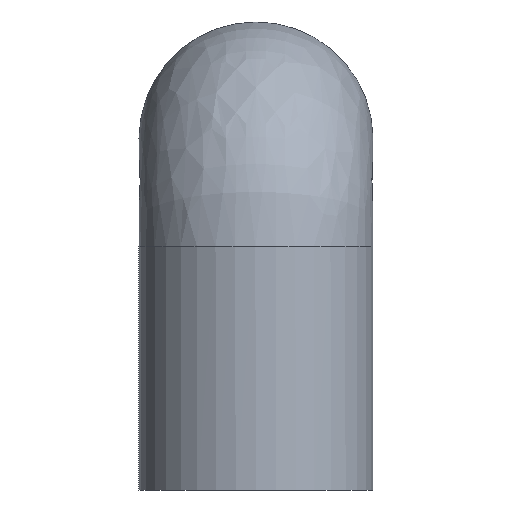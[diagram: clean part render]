
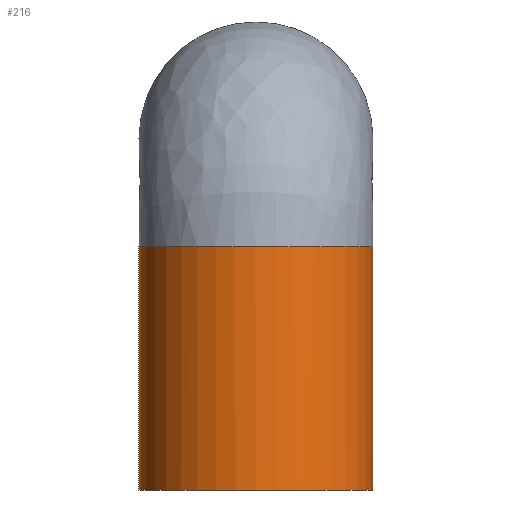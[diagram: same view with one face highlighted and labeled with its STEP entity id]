
A CAD part, front view. The second image highlights one B-rep face of the part: STEP entity #216.
In plain terms, the highlighted cylindrical face has radius 6.5 mm (diameter 13 mm), a full revolution.
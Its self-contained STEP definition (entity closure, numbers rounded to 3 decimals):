
#16=B_SPLINE_CURVE_WITH_KNOTS('',3,(#366,#367,#368,#369,#370,#371,#372,
#373,#374,#375,#376,#377,#378,#379,#380,#381,#382,#383,#384,#385,#386,#387),
 .UNSPECIFIED.,.F.,.F.,(4,2,2,2,2,2,2,2,2,2,4),(0.584,0.657,
0.73,0.84,0.949,1.168,1.387,
1.496,1.606,1.679,1.752),
 .UNSPECIFIED.);
#17=B_SPLINE_CURVE_WITH_KNOTS('',3,(#390,#391,#392,#393,#394,#395,#396,
#397),.UNSPECIFIED.,.F.,.F.,(4,2,2,4),(0.357,0.438,
0.511,0.584),.UNSPECIFIED.);
#21=B_SPLINE_CURVE_WITH_KNOTS('',3,(#464,#465,#466,#467,#468,#469,#470,
#471),.UNSPECIFIED.,.F.,.F.,(4,2,2,4),(1.752,1.825,1.898,
1.979),.UNSPECIFIED.);
#29=LINE('',#480,#36);
#36=VECTOR('',#322,6.5);
#42=CYLINDRICAL_SURFACE('',#257,6.5);
#57=FACE_OUTER_BOUND('',#73,.T.);
#73=EDGE_LOOP('',(#188,#189,#190,#191,#192,#193,#194,#195));
#77=CIRCLE('',#236,6.5);
#90=CIRCLE('',#258,6.5);
#91=CIRCLE('',#259,6.5);
#94=VERTEX_POINT('',#332);
#104=VERTEX_POINT('',#363);
#105=VERTEX_POINT('',#365);
#106=VERTEX_POINT('',#389);
#109=VERTEX_POINT('',#449);
#111=VERTEX_POINT('',#478);
#114=EDGE_CURVE('',#94,#94,#77,.T.);
#129=EDGE_CURVE('',#105,#104,#16,.T.);
#131=EDGE_CURVE('',#106,#105,#17,.T.);
#135=EDGE_CURVE('',#104,#109,#21,.T.);
#139=EDGE_CURVE('',#111,#109,#90,.T.);
#140=EDGE_CURVE('',#111,#94,#29,.T.);
#141=EDGE_CURVE('',#106,#111,#91,.T.);
#188=ORIENTED_EDGE('',*,*,#131,.T.);
#189=ORIENTED_EDGE('',*,*,#129,.T.);
#190=ORIENTED_EDGE('',*,*,#135,.T.);
#191=ORIENTED_EDGE('',*,*,#139,.F.);
#192=ORIENTED_EDGE('',*,*,#140,.T.);
#193=ORIENTED_EDGE('',*,*,#114,.T.);
#194=ORIENTED_EDGE('',*,*,#140,.F.);
#195=ORIENTED_EDGE('',*,*,#141,.F.);
#216=ADVANCED_FACE('',(#57),#42,.T.);
#236=AXIS2_PLACEMENT_3D('',#333,#270,#271);
#257=AXIS2_PLACEMENT_3D('',#477,#318,#319);
#258=AXIS2_PLACEMENT_3D('',#479,#320,#321);
#259=AXIS2_PLACEMENT_3D('',#481,#323,#324);
#270=DIRECTION('center_axis',(0.,0.,1.));
#271=DIRECTION('ref_axis',(1.,0.,0.));
#318=DIRECTION('center_axis',(0.,0.,1.));
#319=DIRECTION('ref_axis',(1.,0.,0.));
#320=DIRECTION('center_axis',(0.,0.,1.));
#321=DIRECTION('ref_axis',(1.,0.,0.));
#322=DIRECTION('',(0.,0.,-1.));
#323=DIRECTION('center_axis',(0.,0.,1.));
#324=DIRECTION('ref_axis',(1.,0.,0.));
#332=CARTESIAN_POINT('',(-6.5,0.,6.5));
#333=CARTESIAN_POINT('Origin',(0.,0.,6.5));
#363=CARTESIAN_POINT('',(4.271,4.9,18.1));
#365=CARTESIAN_POINT('',(-4.271,4.9,18.1));
#366=CARTESIAN_POINT('Ctrl Pts',(-4.271,4.9,18.1));
#367=CARTESIAN_POINT('Ctrl Pts',(-4.271,4.9,17.856));
#368=CARTESIAN_POINT('Ctrl Pts',(-4.235,4.932,17.596));
#369=CARTESIAN_POINT('Ctrl Pts',(-4.086,5.056,17.113));
#370=CARTESIAN_POINT('Ctrl Pts',(-3.973,5.147,16.89));
#371=CARTESIAN_POINT('Ctrl Pts',(-3.647,5.386,16.435));
#372=CARTESIAN_POINT('Ctrl Pts',(-3.403,5.547,16.225));
#373=CARTESIAN_POINT('Ctrl Pts',(-2.842,5.855,15.894));
#374=CARTESIAN_POINT('Ctrl Pts',(-2.525,6.001,15.773));
#375=CARTESIAN_POINT('Ctrl Pts',(-1.504,6.365,15.505));
#376=CARTESIAN_POINT('Ctrl Pts',(-0.73,6.5,15.447));
#377=CARTESIAN_POINT('Ctrl Pts',(0.73,6.5,15.447));
#378=CARTESIAN_POINT('Ctrl Pts',(1.504,6.365,15.505));
#379=CARTESIAN_POINT('Ctrl Pts',(2.525,6.001,15.773));
#380=CARTESIAN_POINT('Ctrl Pts',(2.842,5.855,15.894));
#381=CARTESIAN_POINT('Ctrl Pts',(3.403,5.547,16.225));
#382=CARTESIAN_POINT('Ctrl Pts',(3.647,5.386,16.435));
#383=CARTESIAN_POINT('Ctrl Pts',(3.973,5.147,16.89));
#384=CARTESIAN_POINT('Ctrl Pts',(4.086,5.056,17.113));
#385=CARTESIAN_POINT('Ctrl Pts',(4.235,4.932,17.596));
#386=CARTESIAN_POINT('Ctrl Pts',(4.271,4.9,17.856));
#387=CARTESIAN_POINT('Ctrl Pts',(4.271,4.9,18.1));
#389=CARTESIAN_POINT('',(-3.336,5.578,20.));
#390=CARTESIAN_POINT('Ctrl Pts',(-3.336,5.578,20.));
#391=CARTESIAN_POINT('Ctrl Pts',(-3.528,5.464,19.86));
#392=CARTESIAN_POINT('Ctrl Pts',(-3.699,5.348,19.693));
#393=CARTESIAN_POINT('Ctrl Pts',(-3.973,5.147,19.31));
#394=CARTESIAN_POINT('Ctrl Pts',(-4.086,5.056,19.087));
#395=CARTESIAN_POINT('Ctrl Pts',(-4.235,4.932,18.604));
#396=CARTESIAN_POINT('Ctrl Pts',(-4.271,4.9,18.344));
#397=CARTESIAN_POINT('Ctrl Pts',(-4.271,4.9,18.1));
#449=CARTESIAN_POINT('',(3.336,5.578,20.));
#464=CARTESIAN_POINT('Ctrl Pts',(4.271,4.9,18.1));
#465=CARTESIAN_POINT('Ctrl Pts',(4.271,4.9,18.344));
#466=CARTESIAN_POINT('Ctrl Pts',(4.235,4.932,18.604));
#467=CARTESIAN_POINT('Ctrl Pts',(4.086,5.056,19.087));
#468=CARTESIAN_POINT('Ctrl Pts',(3.973,5.147,19.31));
#469=CARTESIAN_POINT('Ctrl Pts',(3.699,5.348,19.693));
#470=CARTESIAN_POINT('Ctrl Pts',(3.528,5.464,19.86));
#471=CARTESIAN_POINT('Ctrl Pts',(3.336,5.578,20.));
#477=CARTESIAN_POINT('Origin',(0.,0.,0.));
#478=CARTESIAN_POINT('',(-6.5,0.,20.));
#479=CARTESIAN_POINT('Origin',(0.,0.,20.));
#480=CARTESIAN_POINT('',(-6.5,0.,0.));
#481=CARTESIAN_POINT('Origin',(0.,0.,20.));
